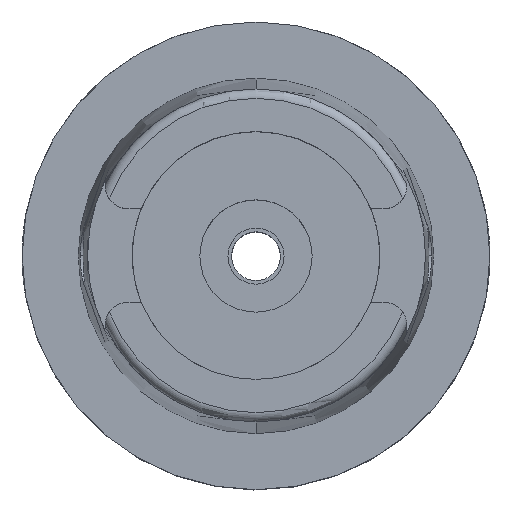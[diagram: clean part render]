
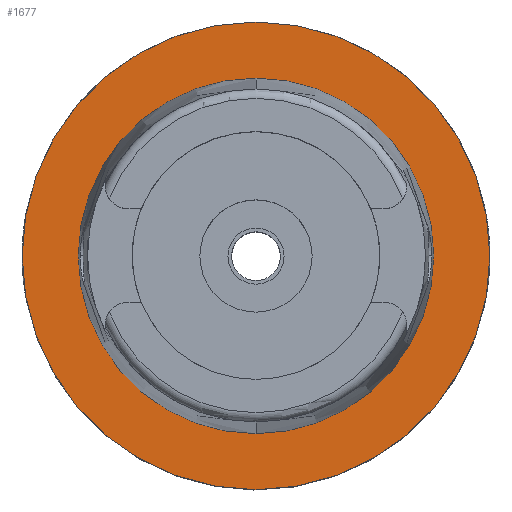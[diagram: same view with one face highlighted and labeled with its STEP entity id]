
A CAD part, top view. The second image highlights one B-rep face of the part: STEP entity #1677.
In plain terms, the highlighted planar face has unit normal (0, 0, 1).
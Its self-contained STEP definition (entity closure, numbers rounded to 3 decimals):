
#257 = DIRECTION ( 'NONE',  ( 0., 0., 1. ) ) ;
#283 = EDGE_CURVE ( 'NONE', #4401, #2018, #5490, .T. ) ;
#289 = CARTESIAN_POINT ( 'NONE',  ( 0., 0., 0. ) ) ;
#626 = EDGE_CURVE ( 'NONE', #3488, #3396, #2352, .T. ) ;
#937 = FACE_OUTER_BOUND ( 'NONE', #4064, .T. ) ;
#961 = DIRECTION ( 'NONE',  ( 1., 0., 0. ) ) ;
#1001 = AXIS2_PLACEMENT_3D ( 'NONE', #5105, #5131, #4624 ) ;
#1068 = EDGE_CURVE ( 'NONE', #3396, #3488, #1793, .T. ) ;
#1311 = CARTESIAN_POINT ( 'NONE',  ( 0., -50., 0. ) ) ;
#1383 = CIRCLE ( 'NONE', #2471, 38. ) ;
#1461 = ORIENTED_EDGE ( 'NONE', *, *, #1068, .F. ) ;
#1502 = EDGE_LOOP ( 'NONE', ( #1982, #4262 ) ) ;
#1539 = CARTESIAN_POINT ( 'NONE',  ( 0., 38., 0. ) ) ;
#1619 = CARTESIAN_POINT ( 'NONE',  ( 0., 0., 0. ) ) ;
#1677 = ADVANCED_FACE ( 'NONE', ( #937, #2659 ), #5225, .T. ) ;
#1793 = CIRCLE ( 'NONE', #5521, 50. ) ;
#1982 = ORIENTED_EDGE ( 'NONE', *, *, #283, .F. ) ;
#2015 = DIRECTION ( 'NONE',  ( 0., 0., -1. ) ) ;
#2018 = VERTEX_POINT ( 'NONE', #4912 ) ;
#2167 = AXIS2_PLACEMENT_3D ( 'NONE', #3985, #4381, #961 ) ;
#2352 = CIRCLE ( 'NONE', #3602, 50. ) ;
#2471 = AXIS2_PLACEMENT_3D ( 'NONE', #4042, #257, #4070 ) ;
#2531 = DIRECTION ( 'NONE',  ( 0., 0., -1. ) ) ;
#2659 = FACE_BOUND ( 'NONE', #1502, .T. ) ;
#2850 = DIRECTION ( 'NONE',  ( 0., 1., 0. ) ) ;
#3396 = VERTEX_POINT ( 'NONE', #5452 ) ;
#3488 = VERTEX_POINT ( 'NONE', #1311 ) ;
#3602 = AXIS2_PLACEMENT_3D ( 'NONE', #289, #2015, #3718 ) ;
#3718 = DIRECTION ( 'NONE',  ( 0., -1., 0. ) ) ;
#3985 = CARTESIAN_POINT ( 'NONE',  ( 0., 0., 0. ) ) ;
#4042 = CARTESIAN_POINT ( 'NONE',  ( 0., 0., 0. ) ) ;
#4064 = EDGE_LOOP ( 'NONE', ( #1461, #4696 ) ) ;
#4070 = DIRECTION ( 'NONE',  ( 0., -1., 0. ) ) ;
#4262 = ORIENTED_EDGE ( 'NONE', *, *, #4726, .F. ) ;
#4381 = DIRECTION ( 'NONE',  ( 0., 0., 1. ) ) ;
#4401 = VERTEX_POINT ( 'NONE', #1539 ) ;
#4624 = DIRECTION ( 'NONE',  ( 0., 1., 0. ) ) ;
#4696 = ORIENTED_EDGE ( 'NONE', *, *, #626, .F. ) ;
#4726 = EDGE_CURVE ( 'NONE', #2018, #4401, #1383, .T. ) ;
#4912 = CARTESIAN_POINT ( 'NONE',  ( 0., -38., 0. ) ) ;
#5105 = CARTESIAN_POINT ( 'NONE',  ( 0., 0., 0. ) ) ;
#5131 = DIRECTION ( 'NONE',  ( 0., 0., 1. ) ) ;
#5225 = PLANE ( 'NONE',  #2167 ) ;
#5452 = CARTESIAN_POINT ( 'NONE',  ( 0., 50., 0. ) ) ;
#5490 = CIRCLE ( 'NONE', #1001, 38. ) ;
#5521 = AXIS2_PLACEMENT_3D ( 'NONE', #1619, #2531, #2850 ) ;
